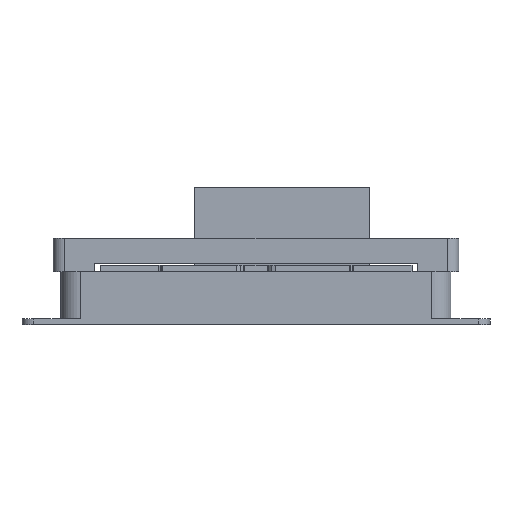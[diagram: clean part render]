
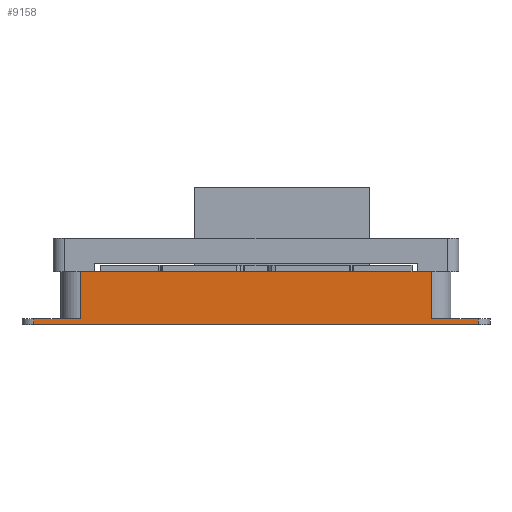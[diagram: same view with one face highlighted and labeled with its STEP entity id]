
A CAD part, left-side view. The second image highlights one B-rep face of the part: STEP entity #9158.
In plain terms, the highlighted planar face has unit normal (-1, 0, 0).
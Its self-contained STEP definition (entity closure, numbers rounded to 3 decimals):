
#471=PLANE('',#9966);
#904=FACE_OUTER_BOUND('',#1522,.T.);
#1522=EDGE_LOOP('',(#8138,#8139,#8140,#8141,#8142,#8143,#8144,#8145));
#2151=LINE('',#14146,#3102);
#2155=LINE('',#14155,#3106);
#2166=LINE('',#14194,#3117);
#2167=LINE('',#14198,#3118);
#2172=LINE('',#14212,#3123);
#2174=LINE('',#14219,#3125);
#2179=LINE('',#14235,#3130);
#2395=LINE('',#14870,#3346);
#3102=VECTOR('',#11512,10.);
#3106=VECTOR('',#11520,10.);
#3117=VECTOR('',#11555,10.);
#3118=VECTOR('',#11560,10.);
#3123=VECTOR('',#11575,10.);
#3125=VECTOR('',#11583,10.);
#3130=VECTOR('',#11602,10.);
#3346=VECTOR('',#12252,10.);
#4337=VERTEX_POINT('',#14139);
#4340=VERTEX_POINT('',#14144);
#4343=VERTEX_POINT('',#14154);
#4358=VERTEX_POINT('',#14191);
#4359=VERTEX_POINT('',#14193);
#4360=VERTEX_POINT('',#14197);
#4364=VERTEX_POINT('',#14211);
#4366=VERTEX_POINT('',#14217);
#5441=EDGE_CURVE('',#4340,#4337,#2151,.T.);
#5445=EDGE_CURVE('',#4337,#4343,#2155,.T.);
#5464=EDGE_CURVE('',#4358,#4359,#2166,.T.);
#5466=EDGE_CURVE('',#4359,#4360,#2167,.T.);
#5473=EDGE_CURVE('',#4343,#4364,#2172,.T.);
#5477=EDGE_CURVE('',#4366,#4358,#2174,.T.);
#5485=EDGE_CURVE('',#4364,#4366,#2179,.T.);
#5795=EDGE_CURVE('',#4360,#4340,#2395,.T.);
#8138=ORIENTED_EDGE('',*,*,#5441,.F.);
#8139=ORIENTED_EDGE('',*,*,#5795,.F.);
#8140=ORIENTED_EDGE('',*,*,#5466,.F.);
#8141=ORIENTED_EDGE('',*,*,#5464,.F.);
#8142=ORIENTED_EDGE('',*,*,#5477,.F.);
#8143=ORIENTED_EDGE('',*,*,#5485,.F.);
#8144=ORIENTED_EDGE('',*,*,#5473,.F.);
#8145=ORIENTED_EDGE('',*,*,#5445,.F.);
#9158=ADVANCED_FACE('',(#904),#471,.T.);
#9966=AXIS2_PLACEMENT_3D('',#14869,#12250,#12251);
#11512=DIRECTION('',(0.,0.,1.));
#11520=DIRECTION('',(0.,-1.,0.));
#11555=DIRECTION('',(0.,-1.,0.));
#11560=DIRECTION('',(0.,0.,-1.));
#11575=DIRECTION('',(0.,0.,1.));
#11583=DIRECTION('',(0.,0.,-1.));
#11602=DIRECTION('',(0.,-1.,0.));
#12250=DIRECTION('center_axis',(-1.,0.,0.));
#12251=DIRECTION('ref_axis',(0.,1.,0.));
#12252=DIRECTION('',(0.,1.,0.));
#14139=CARTESIAN_POINT('',(27.258,115.208,-12.083));
#14144=CARTESIAN_POINT('',(27.258,115.208,-13.583));
#14146=CARTESIAN_POINT('',(27.258,115.208,-6.792));
#14154=CARTESIAN_POINT('',(27.258,103.208,-12.083));
#14155=CARTESIAN_POINT('',(27.258,118.208,-12.083));
#14191=CARTESIAN_POINT('',(27.258,13.208,-12.083));
#14193=CARTESIAN_POINT('',(27.258,1.208,-12.083));
#14194=CARTESIAN_POINT('',(27.258,-1.792,-12.083));
#14197=CARTESIAN_POINT('',(27.258,1.208,-13.583));
#14198=CARTESIAN_POINT('',(27.258,1.208,-6.792));
#14211=CARTESIAN_POINT('',(27.258,103.208,0.));
#14212=CARTESIAN_POINT('',(27.258,103.208,0.));
#14217=CARTESIAN_POINT('',(27.258,13.208,0.));
#14219=CARTESIAN_POINT('',(27.258,13.208,0.));
#14235=CARTESIAN_POINT('',(27.258,108.208,0.));
#14869=CARTESIAN_POINT('Origin',(27.258,8.208,0.));
#14870=CARTESIAN_POINT('',(27.258,108.208,-13.583));
